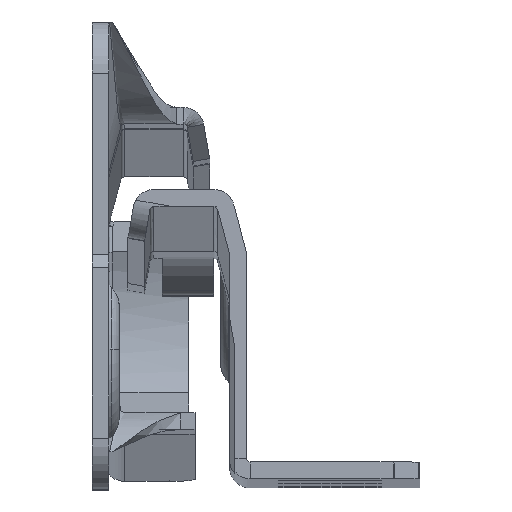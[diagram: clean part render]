
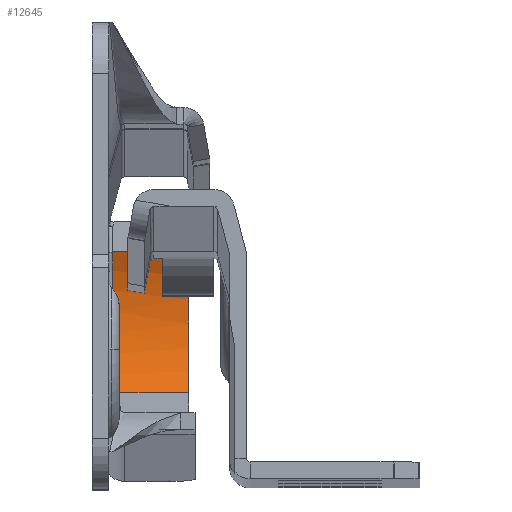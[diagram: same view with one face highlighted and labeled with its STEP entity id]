
A CAD part, top view. The second image highlights one B-rep face of the part: STEP entity #12645.
In plain terms, the highlighted cylindrical face has radius 11 mm (diameter 22 mm), a partial arc.
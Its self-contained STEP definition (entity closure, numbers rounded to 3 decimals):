
#39 = DIRECTION ( 'NONE',  ( 0., 0., -1. ) ) ;
#960 = VECTOR ( 'NONE', #13011, 1000. ) ;
#1177 = VERTEX_POINT ( 'NONE', #8449 ) ;
#1580 = CARTESIAN_POINT ( 'NONE',  ( 6.2, -2.904, -287.701 ) ) ;
#1609 = EDGE_CURVE ( 'NONE', #14612, #11392, #9634, .T. ) ;
#1733 = ORIENTED_EDGE ( 'NONE', *, *, #13324, .F. ) ;
#3137 = CARTESIAN_POINT ( 'NONE',  ( 0.3, -9.239, -296.693 ) ) ;
#3344 = CARTESIAN_POINT ( 'NONE',  ( 0.3, -2.904, -287.701 ) ) ;
#3374 = CARTESIAN_POINT ( 'NONE',  ( 6.2, 1.716, -297.683 ) ) ;
#4218 = EDGE_LOOP ( 'NONE', ( #8586, #16414, #8748, #1733, #9062 ) ) ;
#4287 = CYLINDRICAL_SURFACE ( 'NONE', #10617, 11. ) ;
#4323 = CARTESIAN_POINT ( 'NONE',  ( 6.2, 1.716, -297.683 ) ) ;
#4753 = CARTESIAN_POINT ( 'NONE',  ( 0.3, 1.716, -297.683 ) ) ;
#5401 = EDGE_CURVE ( 'NONE', #11392, #1177, #16043, .T. ) ;
#5498 = DIRECTION ( 'NONE',  ( -1., 0., 0. ) ) ;
#5604 = CARTESIAN_POINT ( 'NONE',  ( 6.2, -2.904, -287.701 ) ) ;
#6150 = CARTESIAN_POINT ( 'NONE',  ( 6.2, -9.239, -296.693 ) ) ;
#7024 = VECTOR ( 'NONE', #16359, 1000. ) ;
#7578 = EDGE_CURVE ( 'NONE', #14612, #14508, #21741, .T. ) ;
#7815 = LINE ( 'NONE', #6150, #960 ) ;
#8074 = DIRECTION ( 'NONE',  ( -1., 0., 0. ) ) ;
#8449 = CARTESIAN_POINT ( 'NONE',  ( 0.3, -2.904, -298.701 ) ) ;
#8586 = ORIENTED_EDGE ( 'NONE', *, *, #1609, .T. ) ;
#8748 = ORIENTED_EDGE ( 'NONE', *, *, #17121, .T. ) ;
#9062 = ORIENTED_EDGE ( 'NONE', *, *, #7578, .F. ) ;
#9634 = LINE ( 'NONE', #4323, #7024 ) ;
#9704 = AXIS2_PLACEMENT_3D ( 'NONE', #3344, #10094, #39 ) ;
#10094 = DIRECTION ( 'NONE',  ( -1., 0., 0. ) ) ;
#10617 = AXIS2_PLACEMENT_3D ( 'NONE', #5604, #5498, #19297 ) ;
#11392 = VERTEX_POINT ( 'NONE', #4753 ) ;
#11817 = AXIS2_PLACEMENT_3D ( 'NONE', #13485, #8074, #16792 ) ;
#12645 = ADVANCED_FACE ( 'NONE', ( #19080 ), #4287, .F. ) ;
#13011 = DIRECTION ( 'NONE',  ( -1., 0., 0. ) ) ;
#13324 = EDGE_CURVE ( 'NONE', #14508, #15005, #7815, .T. ) ;
#13485 = CARTESIAN_POINT ( 'NONE',  ( 0.3, -2.904, -287.701 ) ) ;
#14508 = VERTEX_POINT ( 'NONE', #16002 ) ;
#14612 = VERTEX_POINT ( 'NONE', #3374 ) ;
#15005 = VERTEX_POINT ( 'NONE', #3137 ) ;
#15416 = AXIS2_PLACEMENT_3D ( 'NONE', #1580, #18481, #18902 ) ;
#16002 = CARTESIAN_POINT ( 'NONE',  ( 6.2, -9.239, -296.693 ) ) ;
#16043 = CIRCLE ( 'NONE', #11817, 11. ) ;
#16359 = DIRECTION ( 'NONE',  ( -1., 0., 0. ) ) ;
#16414 = ORIENTED_EDGE ( 'NONE', *, *, #5401, .T. ) ;
#16792 = DIRECTION ( 'NONE',  ( 0., 0., -1. ) ) ;
#17121 = EDGE_CURVE ( 'NONE', #1177, #15005, #18894, .T. ) ;
#18481 = DIRECTION ( 'NONE',  ( -1., 0., 0. ) ) ;
#18894 = CIRCLE ( 'NONE', #9704, 11. ) ;
#18902 = DIRECTION ( 'NONE',  ( 0., 0., -1. ) ) ;
#19080 = FACE_OUTER_BOUND ( 'NONE', #4218, .T. ) ;
#19297 = DIRECTION ( 'NONE',  ( 0., 0., 1. ) ) ;
#21741 = CIRCLE ( 'NONE', #15416, 11. ) ;
